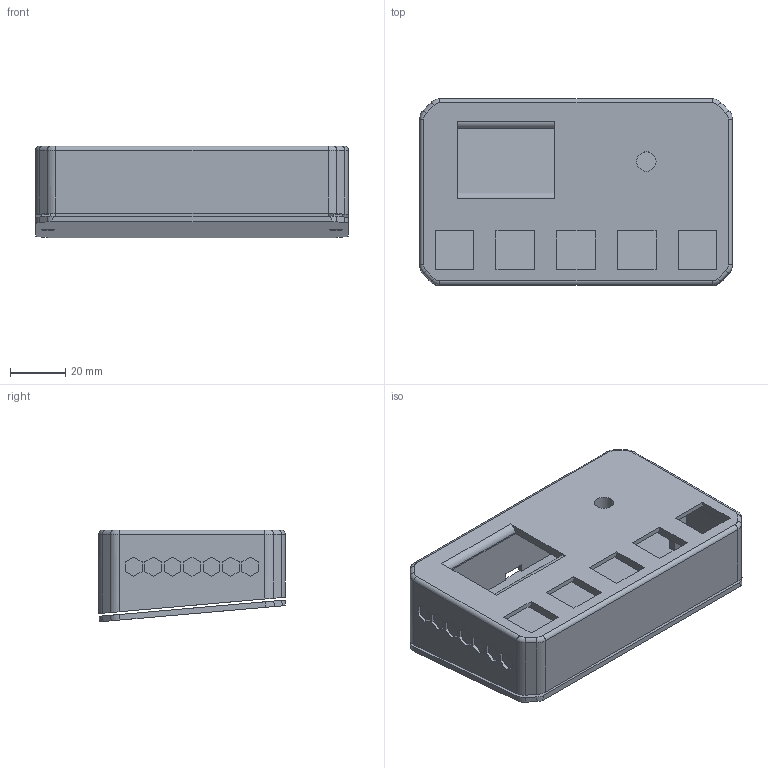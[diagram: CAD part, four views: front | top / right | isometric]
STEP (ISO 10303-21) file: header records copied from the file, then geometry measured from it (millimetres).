
FILE_DESCRIPTION(/* description */ (''),/* implementation_level */ '2;1');
FILE_NAME(/* name */ 'macropad .step',/* time_stamp */ '2022-06-11T17:40:12+02:00',/* author */ (''),/* organization */ (''),/* preprocessor_version */ 'ST-DEVELOPER v19',/* originating_system */ 'Autodesk Translation Framework v11.7.0.108',/* authorisation */ '');
FILE_SCHEMA (('AUTOMOTIVE_DESIGN { 1 0 10303 214 3 1 1 }'));
Length unit declared in the file: millimetre
Products named in the file (1): macropad
Bounding box: 112.81 x 67.22 x 33.04 mm (x, y, z)
Volume: 48873.5 mm3; surface area: 46385.8 mm2
Topology: 2 solids, 2 shells, 249 faces, 664 edges, 436 vertices
Faces by surface type: plane 194, cylinder 34, torus 11, bspline 10
Full cylindrical faces by diameter (mm): 2.5 x4, 7 x1
Entity records: 7871 total; most frequent: CARTESIAN_POINT 1544, ORIENTED_EDGE 1328, DIRECTION 1243, EDGE_CURVE 664, LINE 557, VECTOR 557, VERTEX_POINT 436, AXIS2_PLACEMENT_3D 343
